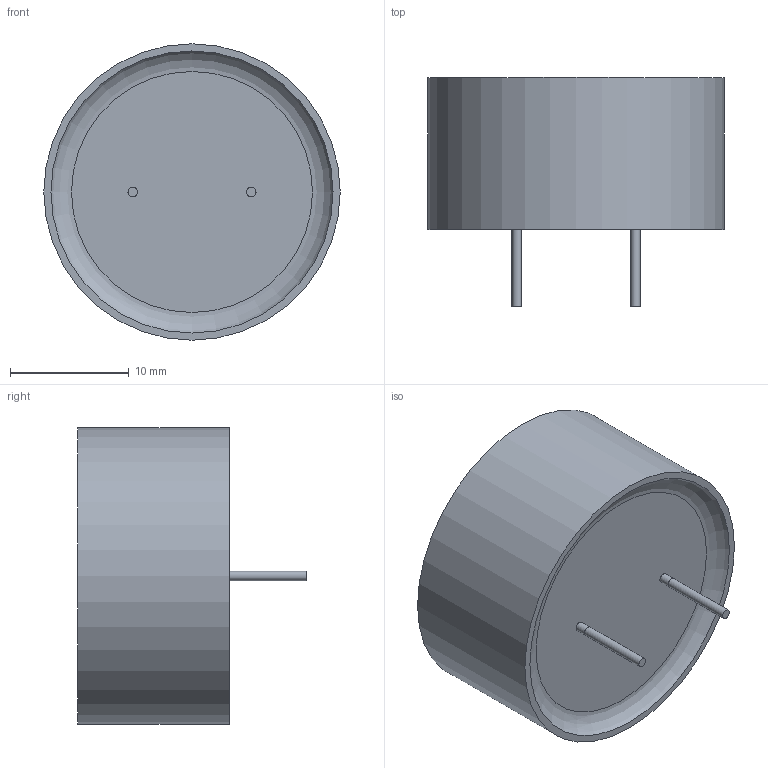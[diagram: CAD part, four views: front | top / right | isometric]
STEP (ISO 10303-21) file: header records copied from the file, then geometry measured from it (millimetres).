
FILE_DESCRIPTION(/* description */ (''),/* implementation_level */ '2;1');
FILE_NAME(/* name */ 'AT-2508-TT-HT-R.ipt.step',/* time_stamp */ '2024-02-07T22:32:42-05:00',/* author */ ('vandenbroek'),/* organization */ (''),/* preprocessor_version */ 'ST-DEVELOPER v20',/* originating_system */ 'Autodesk Inventor 2024',/* authorisation */ '');
FILE_SCHEMA (('AUTOMOTIVE_DESIGN { 1 0 10303 214 3 1 1 }'));
Length unit declared in the file: millimetre
Products named in the file (1): AT-2508-TT-HT-R
Bounding box: 25 x 19.3 x 25 mm (x, y, z)
Volume: 5779.3 mm3; surface area: 2168.8 mm2
Topology: 3 solids, 3 shells, 33 faces, 57 edges, 38 vertices
Faces by surface type: plane 22, cylinder 10, torus 1
Full cylindrical faces by diameter (mm): 0.8 x4, 3.6 x1, 25 x1
Entity records: 880 total; most frequent: DIRECTION 148, CARTESIAN_POINT 129, ORIENTED_EDGE 114, EDGE_CURVE 57, AXIS2_PLACEMENT_3D 57, EDGE_LOOP 41, VERTEX_POINT 38, LINE 34
